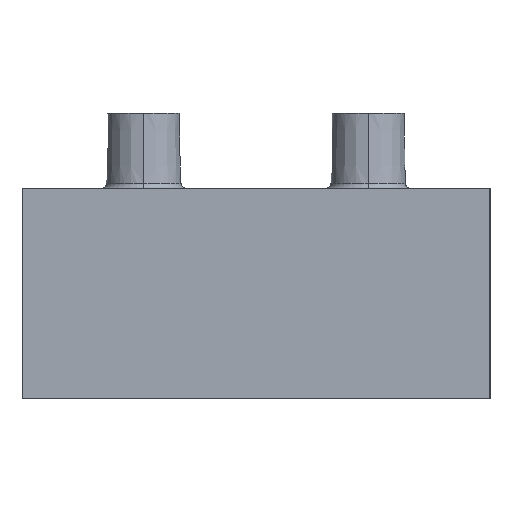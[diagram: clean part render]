
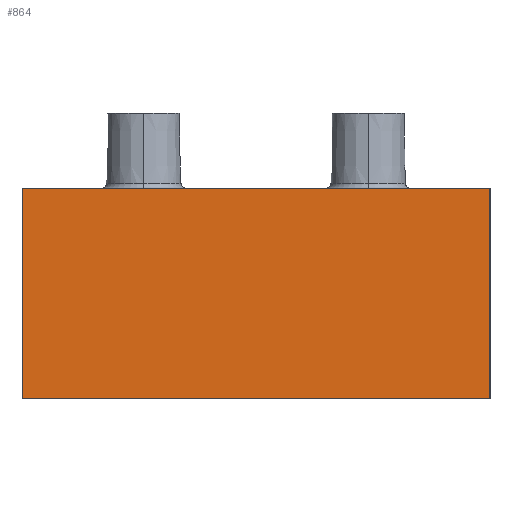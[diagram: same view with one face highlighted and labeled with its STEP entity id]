
A CAD part, left-side view. The second image highlights one B-rep face of the part: STEP entity #864.
In plain terms, the highlighted planar face has unit normal (-1, 0, 0).
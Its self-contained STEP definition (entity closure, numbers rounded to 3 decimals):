
#15 = DIRECTION ( 'NONE',  ( 0., -1., 0. ) ) ;
#36 = DIRECTION ( 'NONE',  ( 0., -1., 0. ) ) ;
#183 = ORIENTED_EDGE ( 'NONE', *, *, #581, .F. ) ;
#185 = CARTESIAN_POINT ( 'NONE',  ( -50., -12.5, 0. ) ) ;
#225 = ORIENTED_EDGE ( 'NONE', *, *, #765, .T. ) ;
#243 = DIRECTION ( 'NONE',  ( 0., 0., -1. ) ) ;
#259 = EDGE_CURVE ( 'NONE', #568, #590, #299, .T. ) ;
#299 = LINE ( 'NONE', #663, #1177 ) ;
#310 = VECTOR ( 'NONE', #15, 1000. ) ;
#329 = ORIENTED_EDGE ( 'NONE', *, *, #259, .T. ) ;
#331 = PLANE ( 'NONE',  #769 ) ;
#367 = CARTESIAN_POINT ( 'NONE',  ( -50., 12.5, -11.25 ) ) ;
#403 = VERTEX_POINT ( 'NONE', #880 ) ;
#468 = VERTEX_POINT ( 'NONE', #980 ) ;
#475 = LINE ( 'NONE', #836, #310 ) ;
#495 = LINE ( 'NONE', #853, #939 ) ;
#510 = ORIENTED_EDGE ( 'NONE', *, *, #1149, .F. ) ;
#568 = VERTEX_POINT ( 'NONE', #822 ) ;
#581 = EDGE_CURVE ( 'NONE', #468, #403, #1187, .T. ) ;
#590 = VERTEX_POINT ( 'NONE', #185 ) ;
#663 = CARTESIAN_POINT ( 'NONE',  ( -50., -12.5, -11.25 ) ) ;
#693 = CARTESIAN_POINT ( 'NONE',  ( -50., 12.5, -11.25 ) ) ;
#728 = DIRECTION ( 'NONE',  ( 0., 0., 1. ) ) ;
#765 = EDGE_CURVE ( 'NONE', #468, #568, #495, .T. ) ;
#769 = AXIS2_PLACEMENT_3D ( 'NONE', #693, #1061, #243 ) ;
#822 = CARTESIAN_POINT ( 'NONE',  ( -50., -12.5, -11.25 ) ) ;
#836 = CARTESIAN_POINT ( 'NONE',  ( -50., 12.5, 0. ) ) ;
#853 = CARTESIAN_POINT ( 'NONE',  ( -50., 12.5, -11.25 ) ) ;
#864 = ADVANCED_FACE ( 'NONE', ( #1150 ), #331, .F. ) ;
#880 = CARTESIAN_POINT ( 'NONE',  ( -50., 12.5, 0. ) ) ;
#913 = VECTOR ( 'NONE', #728, 1000. ) ;
#939 = VECTOR ( 'NONE', #36, 1000. ) ;
#980 = CARTESIAN_POINT ( 'NONE',  ( -50., 12.5, -11.25 ) ) ;
#1024 = DIRECTION ( 'NONE',  ( 0., 0., 1. ) ) ;
#1061 = DIRECTION ( 'NONE',  ( 1., 0., 0. ) ) ;
#1140 = EDGE_LOOP ( 'NONE', ( #329, #510, #183, #225 ) ) ;
#1149 = EDGE_CURVE ( 'NONE', #403, #590, #475, .T. ) ;
#1150 = FACE_OUTER_BOUND ( 'NONE', #1140, .T. ) ;
#1177 = VECTOR ( 'NONE', #1024, 1000. ) ;
#1187 = LINE ( 'NONE', #367, #913 ) ;
